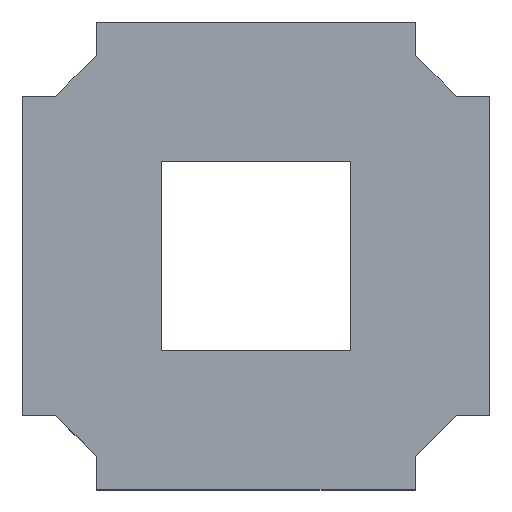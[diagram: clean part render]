
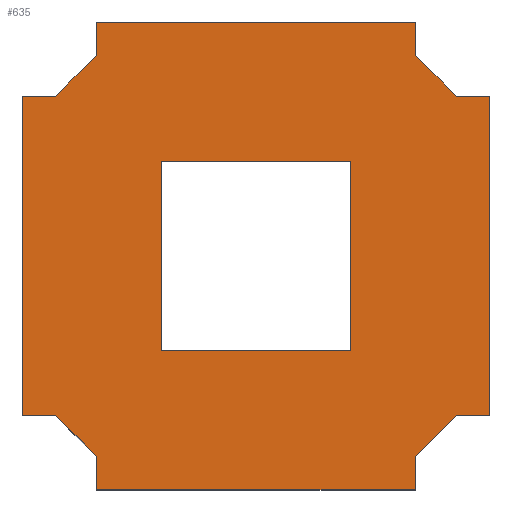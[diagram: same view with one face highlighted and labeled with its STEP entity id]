
A CAD part, top view. The second image highlights one B-rep face of the part: STEP entity #635.
In plain terms, the highlighted planar face has unit normal (0, 0, 1).
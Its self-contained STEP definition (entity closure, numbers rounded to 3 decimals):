
#25=FACE_BOUND('',#130,.T.);
#51=PLANE('',#705);
#85=FACE_OUTER_BOUND('',#129,.T.);
#129=EDGE_LOOP('',(#547,#548,#549,#550,#551,#552,#553,#554,#555,#556,#557,
#558,#559,#560,#561,#562));
#130=EDGE_LOOP('',(#563,#564,#565,#566));
#145=LINE('',#935,#213);
#149=LINE('',#943,#217);
#152=LINE('',#949,#220);
#155=LINE('',#954,#223);
#159=LINE('',#963,#227);
#163=LINE('',#970,#231);
#166=LINE('',#976,#234);
#169=LINE('',#984,#237);
#172=LINE('',#990,#240);
#176=LINE('',#997,#244);
#179=LINE('',#1005,#247);
#183=LINE('',#1012,#251);
#186=LINE('',#1018,#254);
#189=LINE('',#1026,#257);
#192=LINE('',#1032,#260);
#196=LINE('',#1039,#264);
#198=LINE('',#1042,#266);
#200=LINE('',#1045,#268);
#201=LINE('',#1047,#269);
#202=LINE('',#1048,#270);
#213=VECTOR('',#777,10.);
#217=VECTOR('',#783,10.);
#220=VECTOR('',#788,10.);
#223=VECTOR('',#793,10.);
#227=VECTOR('',#799,10.);
#231=VECTOR('',#805,10.);
#234=VECTOR('',#810,10.);
#237=VECTOR('',#815,10.);
#240=VECTOR('',#820,10.);
#244=VECTOR('',#826,10.);
#247=VECTOR('',#831,10.);
#251=VECTOR('',#837,10.);
#254=VECTOR('',#842,10.);
#257=VECTOR('',#847,10.);
#260=VECTOR('',#852,10.);
#264=VECTOR('',#858,10.);
#266=VECTOR('',#862,10.);
#268=VECTOR('',#866,10.);
#269=VECTOR('',#869,10.);
#270=VECTOR('',#870,10.);
#305=VERTEX_POINT('',#933);
#306=VERTEX_POINT('',#934);
#309=VERTEX_POINT('',#942);
#311=VERTEX_POINT('',#948);
#315=VERTEX_POINT('',#960);
#316=VERTEX_POINT('',#962);
#318=VERTEX_POINT('',#968);
#320=VERTEX_POINT('',#974);
#323=VERTEX_POINT('',#981);
#324=VERTEX_POINT('',#983);
#326=VERTEX_POINT('',#989);
#328=VERTEX_POINT('',#995);
#331=VERTEX_POINT('',#1002);
#332=VERTEX_POINT('',#1004);
#334=VERTEX_POINT('',#1010);
#336=VERTEX_POINT('',#1016);
#339=VERTEX_POINT('',#1023);
#340=VERTEX_POINT('',#1025);
#342=VERTEX_POINT('',#1031);
#344=VERTEX_POINT('',#1037);
#369=EDGE_CURVE('',#305,#306,#145,.T.);
#373=EDGE_CURVE('',#306,#309,#149,.T.);
#376=EDGE_CURVE('',#309,#311,#152,.T.);
#379=EDGE_CURVE('',#311,#305,#155,.T.);
#383=EDGE_CURVE('',#315,#316,#159,.T.);
#387=EDGE_CURVE('',#318,#315,#163,.T.);
#390=EDGE_CURVE('',#320,#318,#166,.T.);
#393=EDGE_CURVE('',#324,#323,#169,.T.);
#396=EDGE_CURVE('',#326,#324,#172,.T.);
#400=EDGE_CURVE('',#323,#328,#176,.T.);
#403=EDGE_CURVE('',#332,#331,#179,.T.);
#407=EDGE_CURVE('',#331,#334,#183,.T.);
#410=EDGE_CURVE('',#334,#336,#186,.T.);
#413=EDGE_CURVE('',#340,#339,#189,.T.);
#416=EDGE_CURVE('',#342,#340,#192,.T.);
#420=EDGE_CURVE('',#339,#344,#196,.T.);
#422=EDGE_CURVE('',#336,#316,#198,.T.);
#424=EDGE_CURVE('',#344,#332,#200,.T.);
#425=EDGE_CURVE('',#328,#342,#201,.T.);
#426=EDGE_CURVE('',#326,#320,#202,.T.);
#547=ORIENTED_EDGE('',*,*,#425,.T.);
#548=ORIENTED_EDGE('',*,*,#416,.T.);
#549=ORIENTED_EDGE('',*,*,#413,.T.);
#550=ORIENTED_EDGE('',*,*,#420,.T.);
#551=ORIENTED_EDGE('',*,*,#424,.T.);
#552=ORIENTED_EDGE('',*,*,#403,.T.);
#553=ORIENTED_EDGE('',*,*,#407,.T.);
#554=ORIENTED_EDGE('',*,*,#410,.T.);
#555=ORIENTED_EDGE('',*,*,#422,.T.);
#556=ORIENTED_EDGE('',*,*,#383,.F.);
#557=ORIENTED_EDGE('',*,*,#387,.F.);
#558=ORIENTED_EDGE('',*,*,#390,.F.);
#559=ORIENTED_EDGE('',*,*,#426,.F.);
#560=ORIENTED_EDGE('',*,*,#396,.T.);
#561=ORIENTED_EDGE('',*,*,#393,.T.);
#562=ORIENTED_EDGE('',*,*,#400,.T.);
#563=ORIENTED_EDGE('',*,*,#376,.T.);
#564=ORIENTED_EDGE('',*,*,#379,.T.);
#565=ORIENTED_EDGE('',*,*,#369,.T.);
#566=ORIENTED_EDGE('',*,*,#373,.T.);
#635=ADVANCED_FACE('',(#85,#25),#51,.T.);
#705=AXIS2_PLACEMENT_3D('',#1046,#867,#868);
#777=DIRECTION('',(-1.,0.,0.));
#783=DIRECTION('',(0.,1.,0.));
#788=DIRECTION('',(1.,0.,0.));
#793=DIRECTION('',(0.,-1.,0.));
#799=DIRECTION('',(-1.,0.,0.));
#805=DIRECTION('',(-0.707,0.707,0.));
#810=DIRECTION('',(0.,1.,0.));
#815=DIRECTION('',(0.707,0.707,0.));
#820=DIRECTION('',(0.,1.,0.));
#826=DIRECTION('',(1.,0.,0.));
#831=DIRECTION('',(0.,-1.,0.));
#837=DIRECTION('',(-0.707,-0.707,0.));
#842=DIRECTION('',(-1.,0.,0.));
#847=DIRECTION('',(-0.707,0.707,0.));
#852=DIRECTION('',(-1.,0.,0.));
#858=DIRECTION('',(0.,1.,0.));
#862=DIRECTION('',(0.,-1.,0.));
#866=DIRECTION('',(-1.,0.,0.));
#867=DIRECTION('center_axis',(0.,0.,1.));
#868=DIRECTION('ref_axis',(1.,0.,0.));
#869=DIRECTION('',(0.,1.,0.));
#870=DIRECTION('',(-1.,0.,0.));
#933=CARTESIAN_POINT('',(-10.83,10.83,25.));
#934=CARTESIAN_POINT('',(-31.03,10.83,25.));
#935=CARTESIAN_POINT('',(-14.444,10.83,25.));
#942=CARTESIAN_POINT('',(-31.03,31.03,25.));
#943=CARTESIAN_POINT('',(-31.03,25.98,25.));
#948=CARTESIAN_POINT('',(-10.83,31.03,25.));
#949=CARTESIAN_POINT('',(-4.344,31.03,25.));
#954=CARTESIAN_POINT('',(-10.83,15.88,25.));
#960=CARTESIAN_POINT('',(-42.255,3.93,25.));
#962=CARTESIAN_POINT('',(-45.83,3.93,25.));
#963=CARTESIAN_POINT('',(-42.255,3.93,25.));
#968=CARTESIAN_POINT('',(-37.93,-0.395,25.));
#970=CARTESIAN_POINT('',(-37.93,-0.395,25.));
#974=CARTESIAN_POINT('',(-37.93,-3.97,25.));
#976=CARTESIAN_POINT('',(-37.93,-4.17,25.));
#981=CARTESIAN_POINT('',(0.395,3.93,25.));
#983=CARTESIAN_POINT('',(-3.971,-0.437,25.));
#984=CARTESIAN_POINT('',(-3.971,-0.437,25.));
#989=CARTESIAN_POINT('',(-3.971,-3.97,25.));
#990=CARTESIAN_POINT('',(-3.971,-4.17,25.));
#995=CARTESIAN_POINT('',(3.97,3.93,25.));
#997=CARTESIAN_POINT('',(0.395,3.93,25.));
#1002=CARTESIAN_POINT('',(-37.93,42.255,25.));
#1004=CARTESIAN_POINT('',(-37.93,45.83,25.));
#1005=CARTESIAN_POINT('',(-37.93,46.03,25.));
#1010=CARTESIAN_POINT('',(-42.255,37.93,25.));
#1012=CARTESIAN_POINT('',(-37.93,42.255,25.));
#1016=CARTESIAN_POINT('',(-45.83,37.93,25.));
#1018=CARTESIAN_POINT('',(-42.255,37.93,25.));
#1023=CARTESIAN_POINT('',(-3.93,42.255,25.));
#1025=CARTESIAN_POINT('',(0.395,37.93,25.));
#1026=CARTESIAN_POINT('',(0.395,37.93,25.));
#1031=CARTESIAN_POINT('',(3.97,37.93,25.));
#1032=CARTESIAN_POINT('',(4.17,37.93,25.));
#1037=CARTESIAN_POINT('',(-3.93,45.83,25.));
#1039=CARTESIAN_POINT('',(-3.93,42.255,25.));
#1042=CARTESIAN_POINT('',(-45.83,37.93,25.));
#1045=CARTESIAN_POINT('',(-3.93,45.83,25.));
#1046=CARTESIAN_POINT('Origin',(2.141,20.93,25.));
#1047=CARTESIAN_POINT('',(3.97,3.93,25.));
#1048=CARTESIAN_POINT('',(-37.73,-3.97,25.));
